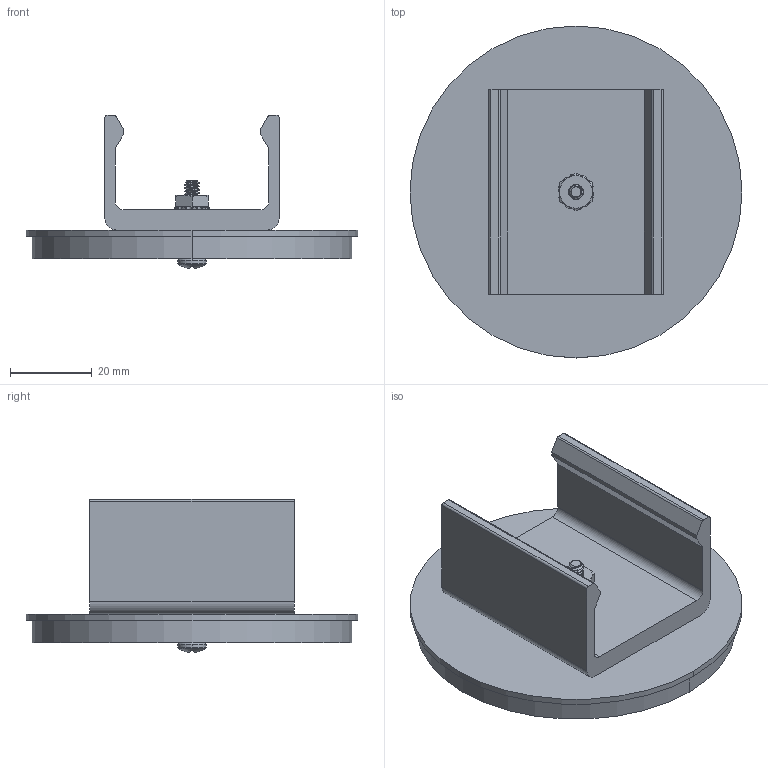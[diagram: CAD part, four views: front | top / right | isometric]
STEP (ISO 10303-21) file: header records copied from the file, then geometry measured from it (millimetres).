
FILE_DESCRIPTION((''),'2;1');
FILE_NAME('215072_ASM','2019-11-19T09:56:44',('pdmadmin'),('BANNER ENGINEERING'),'CREO PARAMETRIC BY PTC INC, 2018300','CREO PARAMETRIC BY PTC INC, 2018300','');
FILE_SCHEMA(('CONFIG_CONTROL_DESIGN'));
Products named in the file (5): 112179; 16164; MCMASTER_90272A151; MCMASTER_96278A007; 215072_ASM
Assembly tree (4 placements, depth 2):
  215072_ASM
    112179
    16164
    MCMASTER_90272A151
    MCMASTER_96278A007
Bounding box: 81 x 81 x 37.37 mm (x, y, z)
Volume: 50209.2 mm3; surface area: 22822.1 mm2
Topology: 4 solids, 4 shells, 298 faces, 890 edges, 606 vertices
Faces by surface type: cylinder 179, plane 50, cone 37, bspline 26, torus 4, sphere 2
Entity records: 22801 total; most frequent: CARTESIAN_POINT 15517, ORIENTED_EDGE 1780, DIRECTION 1115, EDGE_CURVE 890, VERTEX_POINT 606, B_SPLINE_CURVE_WITH_KNOTS 481, AXIS2_PLACEMENT_3D 425, EDGE_LOOP 310
